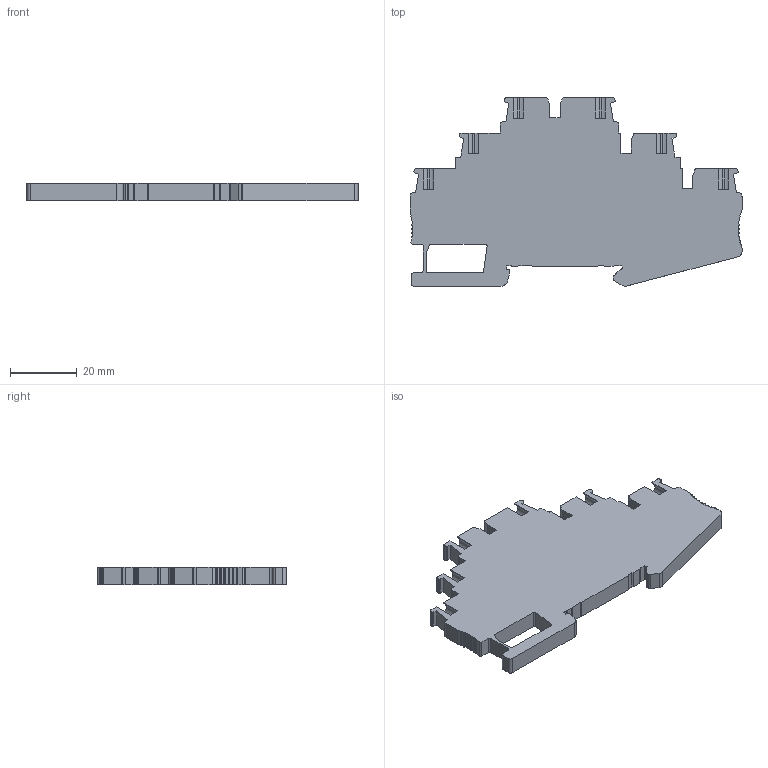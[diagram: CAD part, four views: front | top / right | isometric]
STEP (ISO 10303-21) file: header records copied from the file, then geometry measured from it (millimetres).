
FILE_DESCRIPTION((''),'2;1');
FILE_NAME('UJ5-2_5JD_L_N','2021-11-18T',('Administrator'),(''),'PRO/ENGINEER BY PARAMETRIC TECHNOLOGY CORPORATION, 2013230','PRO/ENGINEER BY PARAMETRIC TECHNOLOGY CORPORATION, 2013230','');
FILE_SCHEMA(('AUTOMOTIVE_DESIGN { 1 0 10303 214 1 1 1 1 }'));
Length unit declared in the file: millimetre
Products named in the file (1): UJ5-2_5JD_L_N
Bounding box: 99.54 x 56.5 x 5.2 mm (x, y, z)
Volume: 18809.2 mm3; surface area: 11149.7 mm2
Topology: 1 solids, 1 shells, 328 faces, 1031 edges, 712 vertices
Faces by surface type: plane 231, cylinder 97
Entity records: 11653 total; most frequent: CARTESIAN_POINT 2173, ORIENTED_EDGE 2062, DIRECTION 1909, EDGE_CURVE 1031, VECTOR 745, LINE 745, VERTEX_POINT 712, AXIS2_PLACEMENT_3D 582
